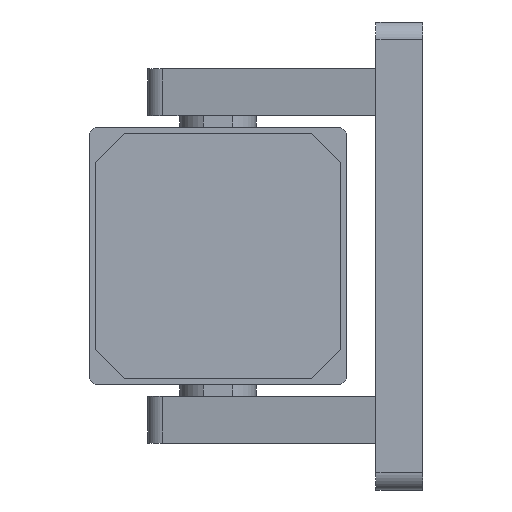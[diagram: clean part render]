
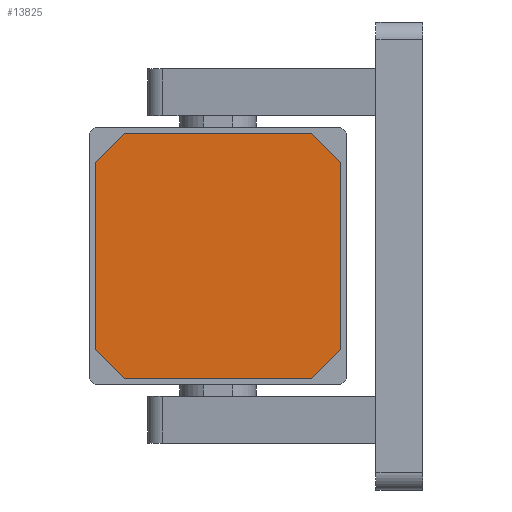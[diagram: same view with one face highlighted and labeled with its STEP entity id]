
A CAD part, left-side view. The second image highlights one B-rep face of the part: STEP entity #13825.
In plain terms, the highlighted face is planar.
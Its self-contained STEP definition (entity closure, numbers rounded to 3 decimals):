
#91 = VECTOR ( 'NONE', #4030, 1000. ) ;
#96 = CARTESIAN_POINT ( 'NONE',  ( 16., -21., -24.75 ) ) ;
#302 = ORIENTED_EDGE ( 'NONE', *, *, #15577, .F. ) ;
#478 = CARTESIAN_POINT ( 'NONE',  ( -16., -21., -24.75 ) ) ;
#521 = VECTOR ( 'NONE', #5289, 1000. ) ;
#1042 = LINE ( 'NONE', #13763, #17877 ) ;
#2025 = EDGE_CURVE ( 'NONE', #13235, #17707, #21560, .T. ) ;
#2178 = VERTEX_POINT ( 'NONE', #8457 ) ;
#2388 = VERTEX_POINT ( 'NONE', #10391 ) ;
#2407 = DIRECTION ( 'NONE',  ( -1., 0., 0. ) ) ;
#3424 = DIRECTION ( 'NONE',  ( -0.707, 0.707, 0. ) ) ;
#3431 = CARTESIAN_POINT ( 'NONE',  ( 16., 21., -24.75 ) ) ;
#3688 = ORIENTED_EDGE ( 'NONE', *, *, #2025, .F. ) ;
#4030 = DIRECTION ( 'NONE',  ( 1., 0., 0. ) ) ;
#4165 = EDGE_CURVE ( 'NONE', #14509, #24433, #1042, .T. ) ;
#4359 = ORIENTED_EDGE ( 'NONE', *, *, #4165, .T. ) ;
#4944 = CARTESIAN_POINT ( 'NONE',  ( 21., -21., -24.75 ) ) ;
#5289 = DIRECTION ( 'NONE',  ( -0.707, -0.707, 0. ) ) ;
#5329 = CARTESIAN_POINT ( 'NONE',  ( -21., 21., -24.75 ) ) ;
#5368 = CARTESIAN_POINT ( 'NONE',  ( 18.5, -18.5, -24.75 ) ) ;
#6502 = DIRECTION ( 'NONE',  ( 0., 0., -1. ) ) ;
#7351 = ORIENTED_EDGE ( 'NONE', *, *, #9374, .F. ) ;
#7367 = CARTESIAN_POINT ( 'NONE',  ( -18.5, -18.5, -24.75 ) ) ;
#7806 = LINE ( 'NONE', #20443, #16919 ) ;
#7995 = EDGE_CURVE ( 'NONE', #13235, #2178, #20087, .T. ) ;
#8083 = DIRECTION ( 'NONE',  ( 0.707, -0.707, 0. ) ) ;
#8457 = CARTESIAN_POINT ( 'NONE',  ( -21., -16., -24.75 ) ) ;
#9374 = EDGE_CURVE ( 'NONE', #21813, #2178, #13683, .T. ) ;
#9676 = VECTOR ( 'NONE', #3424, 1000. ) ;
#9713 = LINE ( 'NONE', #5329, #23472 ) ;
#9894 = EDGE_CURVE ( 'NONE', #24362, #17707, #12146, .T. ) ;
#10391 = CARTESIAN_POINT ( 'NONE',  ( -16., 21., -24.75 ) ) ;
#11391 = CARTESIAN_POINT ( 'NONE',  ( 21., -16., -24.75 ) ) ;
#12146 = LINE ( 'NONE', #5368, #521 ) ;
#13235 = VERTEX_POINT ( 'NONE', #478 ) ;
#13263 = EDGE_CURVE ( 'NONE', #24362, #24433, #22798, .T. ) ;
#13474 = DIRECTION ( 'NONE',  ( 0., -1., 0. ) ) ;
#13683 = LINE ( 'NONE', #18973, #17664 ) ;
#13688 = CARTESIAN_POINT ( 'NONE',  ( 21., 16., -24.75 ) ) ;
#13763 = CARTESIAN_POINT ( 'NONE',  ( 18.5, 18.5, -24.75 ) ) ;
#13825 = ADVANCED_FACE ( 'NONE', ( #14146 ), #19416, .T. ) ;
#14146 = FACE_OUTER_BOUND ( 'NONE', #20429, .T. ) ;
#14478 = DIRECTION ( 'NONE',  ( 0.707, 0.707, 0. ) ) ;
#14509 = VERTEX_POINT ( 'NONE', #3431 ) ;
#14553 = DIRECTION ( 'NONE',  ( 0., 1., 0. ) ) ;
#14558 = ORIENTED_EDGE ( 'NONE', *, *, #19822, .T. ) ;
#15577 = EDGE_CURVE ( 'NONE', #14509, #2388, #9713, .T. ) ;
#16837 = AXIS2_PLACEMENT_3D ( 'NONE', #23375, #6502, #2407 ) ;
#16919 = VECTOR ( 'NONE', #14478, 1000. ) ;
#17664 = VECTOR ( 'NONE', #13474, 1000. ) ;
#17707 = VERTEX_POINT ( 'NONE', #96 ) ;
#17732 = ORIENTED_EDGE ( 'NONE', *, *, #7995, .T. ) ;
#17877 = VECTOR ( 'NONE', #8083, 1000. ) ;
#17908 = CARTESIAN_POINT ( 'NONE',  ( -21., 16., -24.75 ) ) ;
#17910 = VECTOR ( 'NONE', #14553, 1000. ) ;
#18973 = CARTESIAN_POINT ( 'NONE',  ( -21., -21., -24.75 ) ) ;
#18976 = ORIENTED_EDGE ( 'NONE', *, *, #9894, .T. ) ;
#19416 = PLANE ( 'NONE',  #16837 ) ;
#19822 = EDGE_CURVE ( 'NONE', #21813, #2388, #7806, .T. ) ;
#20087 = LINE ( 'NONE', #7367, #9676 ) ;
#20429 = EDGE_LOOP ( 'NONE', ( #3688, #17732, #7351, #14558, #302, #4359, #23321, #18976 ) ) ;
#20443 = CARTESIAN_POINT ( 'NONE',  ( -18.5, 18.5, -24.75 ) ) ;
#20995 = DIRECTION ( 'NONE',  ( -1., 0., 0. ) ) ;
#21416 = CARTESIAN_POINT ( 'NONE',  ( -21., -21., -24.75 ) ) ;
#21560 = LINE ( 'NONE', #21416, #91 ) ;
#21813 = VERTEX_POINT ( 'NONE', #17908 ) ;
#22798 = LINE ( 'NONE', #4944, #17910 ) ;
#23321 = ORIENTED_EDGE ( 'NONE', *, *, #13263, .F. ) ;
#23375 = CARTESIAN_POINT ( 'NONE',  ( 0., 0., -24.75 ) ) ;
#23472 = VECTOR ( 'NONE', #20995, 1000. ) ;
#24362 = VERTEX_POINT ( 'NONE', #11391 ) ;
#24433 = VERTEX_POINT ( 'NONE', #13688 ) ;
